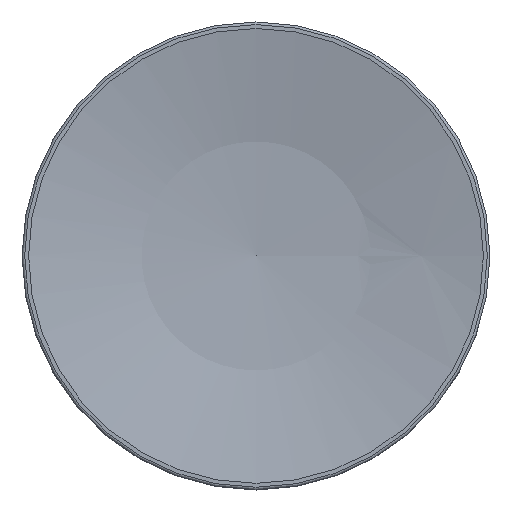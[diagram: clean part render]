
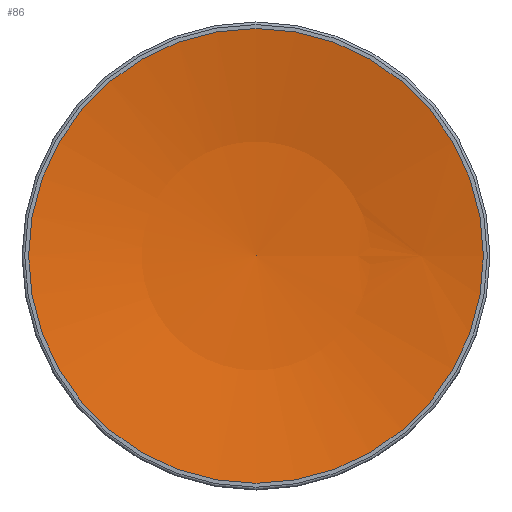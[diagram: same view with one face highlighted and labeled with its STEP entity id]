
A CAD part, top view. The second image highlights one B-rep face of the part: STEP entity #86.
In plain terms, the highlighted spherical face has radius 38.781 mm.
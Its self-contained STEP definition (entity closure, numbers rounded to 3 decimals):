
#86 = ADVANCED_FACE( '', ( #186 ), #187, .F. );
#186 = FACE_OUTER_BOUND( '', #291, .T. );
#187 = SPHERICAL_SURFACE( '', #292, 38.781 );
#291 = EDGE_LOOP( '', ( #450 ) );
#292 = AXIS2_PLACEMENT_3D( '', #451, #452, #453 );
#450 = ORIENTED_EDGE( '', *, *, #549, .T. );
#451 = CARTESIAN_POINT( '', ( 0., 0., 53.281 ) );
#452 = DIRECTION( '', ( 0., 0., 1. ) );
#453 = DIRECTION( '', ( 1., 0., 0. ) );
#549 = EDGE_CURVE( '', #635, #635, #636, .T. );
#635 = VERTEX_POINT( '', #764 );
#636 = CIRCLE( '', #765, 8.75 );
#764 = CARTESIAN_POINT( '', ( 8.75, 0., 15.5 ) );
#765 = AXIS2_PLACEMENT_3D( '', #905, #906, #907 );
#905 = CARTESIAN_POINT( '', ( 0., 0., 15.5 ) );
#906 = DIRECTION( '', ( 0., 0., 1. ) );
#907 = DIRECTION( '', ( 1., 0., 0. ) );
